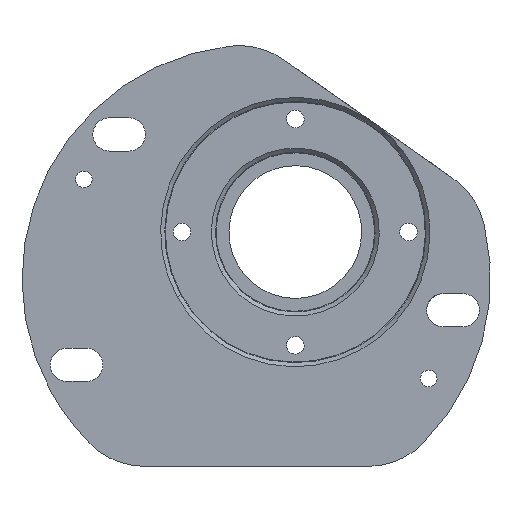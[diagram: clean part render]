
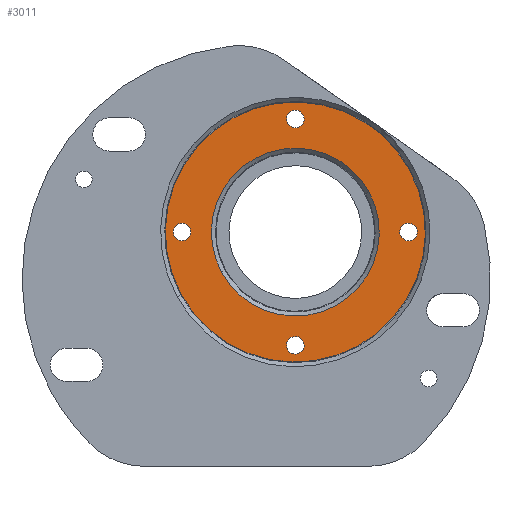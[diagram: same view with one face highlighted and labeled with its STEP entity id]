
A CAD part, left-side view. The second image highlights one B-rep face of the part: STEP entity #3011.
In plain terms, the highlighted planar face has unit normal (-1, 0, 0).
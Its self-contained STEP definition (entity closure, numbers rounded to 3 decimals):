
#1225=CARTESIAN_POINT('Vertex',(5.5,-40.079,13.975)) ;
#1232=CARTESIAN_POINT('Vertex',(5.5,-37.921,10.025)) ;
#1235=CARTESIAN_POINT('Axis2P3D Location',(5.5,-39.,12.)) ;
#1247=CARTESIAN_POINT('Axis2P3D Location',(5.5,-39.,12.)) ;
#1268=CARTESIAN_POINT('Vertex',(5.5,-11.975,-18.079)) ;
#1275=CARTESIAN_POINT('Vertex',(5.5,-8.025,-15.921)) ;
#1278=CARTESIAN_POINT('Axis2P3D Location',(5.5,-10.,-17.)) ;
#1290=CARTESIAN_POINT('Axis2P3D Location',(5.5,-10.,-17.)) ;
#1311=CARTESIAN_POINT('Vertex',(5.5,20.079,10.025)) ;
#1318=CARTESIAN_POINT('Vertex',(5.5,17.921,13.975)) ;
#1321=CARTESIAN_POINT('Axis2P3D Location',(5.5,19.,12.)) ;
#1333=CARTESIAN_POINT('Axis2P3D Location',(5.5,19.,12.)) ;
#1354=CARTESIAN_POINT('Vertex',(5.5,-8.025,42.079)) ;
#1361=CARTESIAN_POINT('Vertex',(5.5,-11.975,39.921)) ;
#1364=CARTESIAN_POINT('Axis2P3D Location',(5.5,-10.,41.)) ;
#1376=CARTESIAN_POINT('Axis2P3D Location',(5.5,-10.,41.)) ;
#2649=CARTESIAN_POINT('Axis2P3D Location',(5.5,-10.,12.)) ;
#2653=CARTESIAN_POINT('Vertex',(5.5,-28.868,22.308)) ;
#2655=CARTESIAN_POINT('Vertex',(5.5,8.868,1.692)) ;
#2689=CARTESIAN_POINT('Axis2P3D Location',(5.5,-10.,12.)) ;
#2968=CARTESIAN_POINT('Axis2P3D Location',(5.5,-43.5,12.)) ;
#2973=CARTESIAN_POINT('Axis2P3D Location',(5.5,-10.,12.)) ;
#2977=CARTESIAN_POINT('Vertex',(5.5,19.223,-3.965)) ;
#2979=CARTESIAN_POINT('Vertex',(5.5,-39.223,27.965)) ;
#2982=CARTESIAN_POINT('Axis2P3D Location',(5.5,-10.,12.)) ;
#1236=DIRECTION('Axis2P3D Direction',(1.,-0.,0.)) ;
#1248=DIRECTION('Axis2P3D Direction',(1.,-0.,0.)) ;
#1279=DIRECTION('Axis2P3D Direction',(1.,0.,-0.)) ;
#1291=DIRECTION('Axis2P3D Direction',(1.,0.,-0.)) ;
#1322=DIRECTION('Axis2P3D Direction',(1.,0.,0.)) ;
#1334=DIRECTION('Axis2P3D Direction',(1.,0.,0.)) ;
#1365=DIRECTION('Axis2P3D Direction',(1.,0.,0.)) ;
#1377=DIRECTION('Axis2P3D Direction',(1.,0.,0.)) ;
#2650=DIRECTION('Axis2P3D Direction',(-1.,0.,0.)) ;
#2690=DIRECTION('Axis2P3D Direction',(-1.,0.,0.)) ;
#2969=DIRECTION('Axis2P3D Direction',(-1.,0.,0.)) ;
#2970=DIRECTION('Axis2P3D XDirection',(0.,-1.,0.)) ;
#2974=DIRECTION('Axis2P3D Direction',(-1.,0.,0.)) ;
#2983=DIRECTION('Axis2P3D Direction',(-1.,0.,0.)) ;
#1237=AXIS2_PLACEMENT_3D('Circle Axis2P3D',#1235,#1236,$) ;
#1249=AXIS2_PLACEMENT_3D('Circle Axis2P3D',#1247,#1248,$) ;
#1280=AXIS2_PLACEMENT_3D('Circle Axis2P3D',#1278,#1279,$) ;
#1292=AXIS2_PLACEMENT_3D('Circle Axis2P3D',#1290,#1291,$) ;
#1323=AXIS2_PLACEMENT_3D('Circle Axis2P3D',#1321,#1322,$) ;
#1335=AXIS2_PLACEMENT_3D('Circle Axis2P3D',#1333,#1334,$) ;
#1366=AXIS2_PLACEMENT_3D('Circle Axis2P3D',#1364,#1365,$) ;
#1378=AXIS2_PLACEMENT_3D('Circle Axis2P3D',#1376,#1377,$) ;
#2651=AXIS2_PLACEMENT_3D('Circle Axis2P3D',#2649,#2650,$) ;
#2691=AXIS2_PLACEMENT_3D('Circle Axis2P3D',#2689,#2690,$) ;
#2971=AXIS2_PLACEMENT_3D('Plane Axis2P3D',#2968,#2969,#2970) ;
#2975=AXIS2_PLACEMENT_3D('Circle Axis2P3D',#2973,#2974,$) ;
#2984=AXIS2_PLACEMENT_3D('Circle Axis2P3D',#2982,#2983,$) ;
#2988=ORIENTED_EDGE('',*,*,#2981,.F.) ;
#2989=ORIENTED_EDGE('',*,*,#2986,.F.) ;
#2992=ORIENTED_EDGE('',*,*,#2693,.F.) ;
#2993=ORIENTED_EDGE('',*,*,#2657,.F.) ;
#2996=ORIENTED_EDGE('',*,*,#1380,.F.) ;
#2997=ORIENTED_EDGE('',*,*,#1368,.F.) ;
#3000=ORIENTED_EDGE('',*,*,#1337,.F.) ;
#3001=ORIENTED_EDGE('',*,*,#1325,.F.) ;
#3004=ORIENTED_EDGE('',*,*,#1294,.F.) ;
#3005=ORIENTED_EDGE('',*,*,#1282,.F.) ;
#3008=ORIENTED_EDGE('',*,*,#1251,.F.) ;
#3009=ORIENTED_EDGE('',*,*,#1239,.F.) ;
#2994=FACE_BOUND('',#2991,.T.) ;
#2998=FACE_BOUND('',#2995,.T.) ;
#3002=FACE_BOUND('',#2999,.T.) ;
#3006=FACE_BOUND('',#3003,.T.) ;
#3010=FACE_BOUND('',#3007,.T.) ;
#3011=ADVANCED_FACE('Corps principal',(#2990,#2994,#2998,#3002,#3006,#3010),#2972,.T.) ;
#1238=CIRCLE('generated circle',#1237,2.25) ;
#1250=CIRCLE('generated circle',#1249,2.25) ;
#1281=CIRCLE('generated circle',#1280,2.25) ;
#1293=CIRCLE('generated circle',#1292,2.25) ;
#1324=CIRCLE('generated circle',#1323,2.25) ;
#1336=CIRCLE('generated circle',#1335,2.25) ;
#1367=CIRCLE('generated circle',#1366,2.25) ;
#1379=CIRCLE('generated circle',#1378,2.25) ;
#2652=CIRCLE('generated circle',#2651,21.5) ;
#2692=CIRCLE('generated circle',#2691,21.5) ;
#2976=CIRCLE('generated circle',#2975,33.3) ;
#2985=CIRCLE('generated circle',#2984,33.3) ;
#1239=EDGE_CURVE('',#1233,#1226,#1238,.F.) ;
#1251=EDGE_CURVE('',#1226,#1233,#1250,.F.) ;
#1282=EDGE_CURVE('',#1276,#1269,#1281,.F.) ;
#1294=EDGE_CURVE('',#1269,#1276,#1293,.F.) ;
#1325=EDGE_CURVE('',#1319,#1312,#1324,.F.) ;
#1337=EDGE_CURVE('',#1312,#1319,#1336,.F.) ;
#1368=EDGE_CURVE('',#1362,#1355,#1367,.F.) ;
#1380=EDGE_CURVE('',#1355,#1362,#1379,.F.) ;
#2657=EDGE_CURVE('',#2654,#2656,#2652,.T.) ;
#2693=EDGE_CURVE('',#2656,#2654,#2692,.T.) ;
#2981=EDGE_CURVE('',#2978,#2980,#2976,.F.) ;
#2986=EDGE_CURVE('',#2980,#2978,#2985,.F.) ;
#2987=EDGE_LOOP('',(#2988,#2989)) ;
#2991=EDGE_LOOP('',(#2992,#2993)) ;
#2995=EDGE_LOOP('',(#2996,#2997)) ;
#2999=EDGE_LOOP('',(#3000,#3001)) ;
#3003=EDGE_LOOP('',(#3004,#3005)) ;
#3007=EDGE_LOOP('',(#3008,#3009)) ;
#2990=FACE_OUTER_BOUND('',#2987,.T.) ;
#2972=PLANE('Plane',#2971) ;
#1226=VERTEX_POINT('',#1225) ;
#1233=VERTEX_POINT('',#1232) ;
#1269=VERTEX_POINT('',#1268) ;
#1276=VERTEX_POINT('',#1275) ;
#1312=VERTEX_POINT('',#1311) ;
#1319=VERTEX_POINT('',#1318) ;
#1355=VERTEX_POINT('',#1354) ;
#1362=VERTEX_POINT('',#1361) ;
#2654=VERTEX_POINT('',#2653) ;
#2656=VERTEX_POINT('',#2655) ;
#2978=VERTEX_POINT('',#2977) ;
#2980=VERTEX_POINT('',#2979) ;
